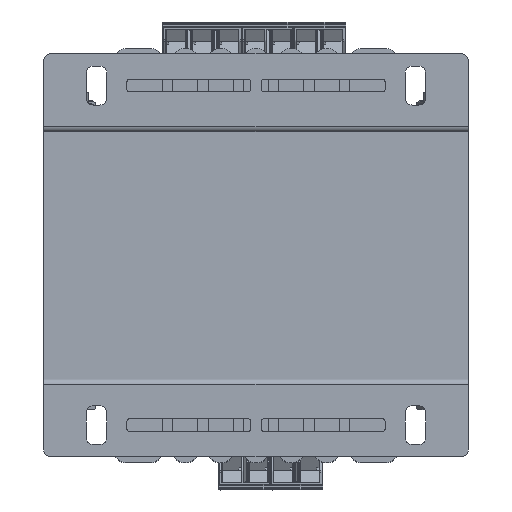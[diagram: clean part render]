
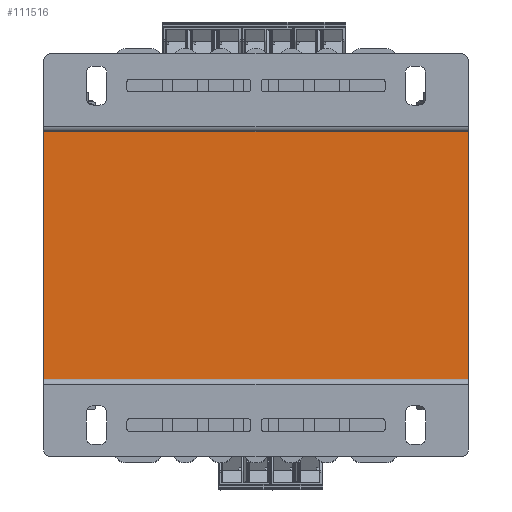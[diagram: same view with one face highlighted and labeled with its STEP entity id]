
A CAD part, top view. The second image highlights one B-rep face of the part: STEP entity #111516.
In plain terms, the highlighted planar face has unit normal (0, 0, 1).
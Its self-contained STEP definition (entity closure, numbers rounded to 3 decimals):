
#3541=FACE_OUTER_BOUND('',#9232,.T.);
#9232=EDGE_LOOP('',(#69417,#69418,#69419,#69420));
#15146=LINE('',#153529,#29077);
#15180=LINE('',#153613,#29111);
#15182=LINE('',#153617,#29113);
#15183=LINE('',#153618,#29114);
#29077=VECTOR('',#124878,1.);
#29111=VECTOR('',#124956,1.);
#29113=VECTOR('',#124960,1.);
#29114=VECTOR('',#124961,1.);
#43007=VERTEX_POINT('',#153525);
#43009=VERTEX_POINT('',#153528);
#43037=VERTEX_POINT('',#153612);
#43038=VERTEX_POINT('',#153616);
#53395=EDGE_CURVE('',#43009,#43007,#15146,.T.);
#53437=EDGE_CURVE('',#43037,#43009,#15180,.T.);
#53439=EDGE_CURVE('',#43038,#43007,#15182,.T.);
#53440=EDGE_CURVE('',#43038,#43037,#15183,.T.);
#69417=ORIENTED_EDGE('',*,*,#53439,.F.);
#69418=ORIENTED_EDGE('',*,*,#53440,.T.);
#69419=ORIENTED_EDGE('',*,*,#53437,.T.);
#69420=ORIENTED_EDGE('',*,*,#53395,.T.);
#101258=PLANE('',#117536);
#111516=ADVANCED_FACE('',(#3541),#101258,.T.);
#117536=AXIS2_PLACEMENT_3D('',#153615,#124958,#124959);
#124878=DIRECTION('',(1.,0.,0.));
#124956=DIRECTION('',(0.,-1.,0.));
#124958=DIRECTION('center_axis',(0.,0.,1.));
#124959=DIRECTION('ref_axis',(0.,-1.,0.));
#124960=DIRECTION('',(0.,-1.,0.));
#124961=DIRECTION('',(-1.,0.,0.));
#153525=CARTESIAN_POINT('',(514.76,18.348,67.5));
#153528=CARTESIAN_POINT('',(394.76,18.348,67.5));
#153529=CARTESIAN_POINT('',(514.76,18.348,67.5));
#153612=CARTESIAN_POINT('',(394.76,88.348,67.5));
#153613=CARTESIAN_POINT('',(394.76,88.348,67.5));
#153615=CARTESIAN_POINT('Origin',(394.76,88.348,67.5));
#153616=CARTESIAN_POINT('',(514.76,88.348,67.5));
#153617=CARTESIAN_POINT('',(514.76,88.348,67.5));
#153618=CARTESIAN_POINT('',(514.76,88.348,67.5));
